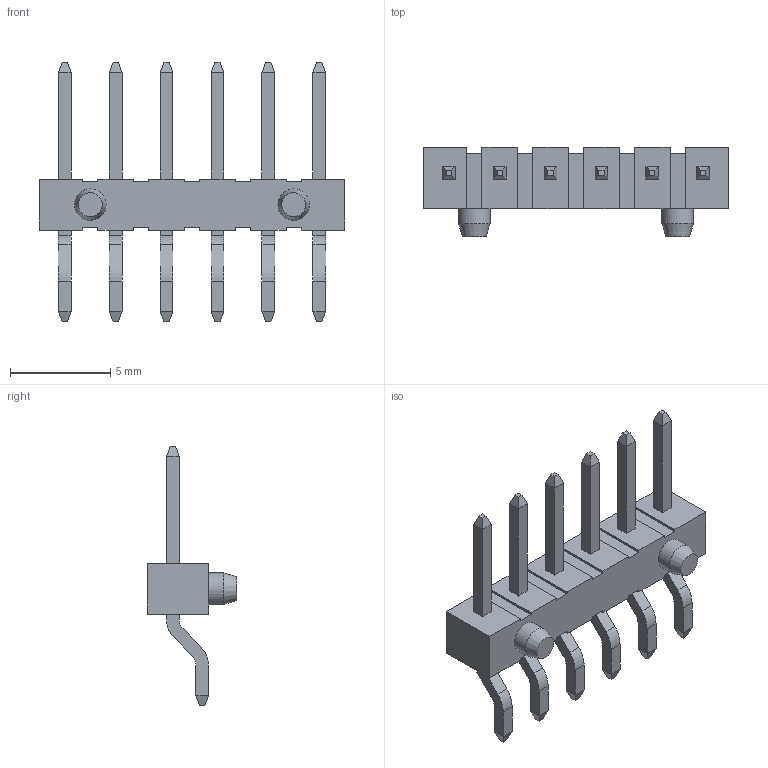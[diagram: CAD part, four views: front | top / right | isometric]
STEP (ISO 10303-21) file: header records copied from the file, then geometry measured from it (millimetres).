
FILE_DESCRIPTION(/* description */ ('STEP AP214'),/* implementation_level */ '2;1');
FILE_NAME(/* name */ 'TSM-106-01-T-SH-A',/* time_stamp */ '2022-11-13T09:57:14+01:00',/* author */ ('License CC BY-ND 4.0'),/* organization */ ('CADENAS'),/* preprocessor_version */ 'ST-DEVELOPER v18.102',/* originating_system */ 'PARTsolutions',/* authorisation */ ' ');
FILE_SCHEMA (('AUTOMOTIVE_DESIGN {1 0 10303 214 3 1 1}'));
Length unit declared in the file: inch
Products named in the file (3): TSM-106-01-T-SH-A; T-1S6-08(-01-6-SH); TSM-106-01-SH-A_body
Assembly tree (2 placements, depth 2):
  TSM-106-01-T-SH-A
    T-1S6-08(-01-6-SH)
    TSM-106-01-SH-A_body
Bounding box: 15.24 x 4.45 x 12.95 mm (x, y, z)
Volume: 144.4 mm3; surface area: 458.9 mm2
Topology: 2 solids, 2 shells, 218 faces, 588 edges, 376 vertices
Faces by surface type: plane 190, cylinder 26, cone 2
Full cylindrical faces by diameter (mm): 1.575 x2
Entity records: 6746 total; most frequent: CARTESIAN_POINT 1177, ORIENTED_EDGE 1164, DIRECTION 1078, EDGE_CURVE 582, LINE 528, VECTOR 528, VERTEX_POINT 374, AXIS2_PLACEMENT_3D 275
